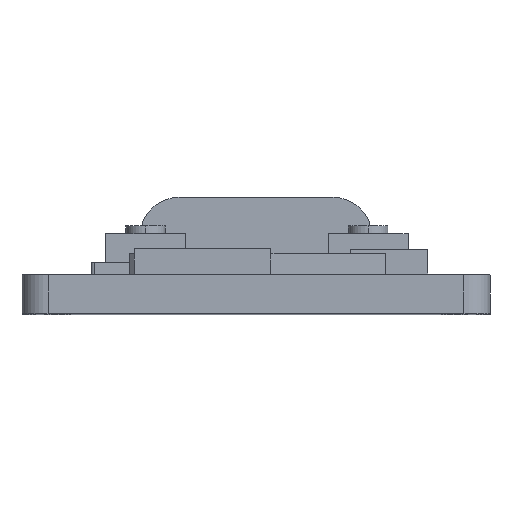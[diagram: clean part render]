
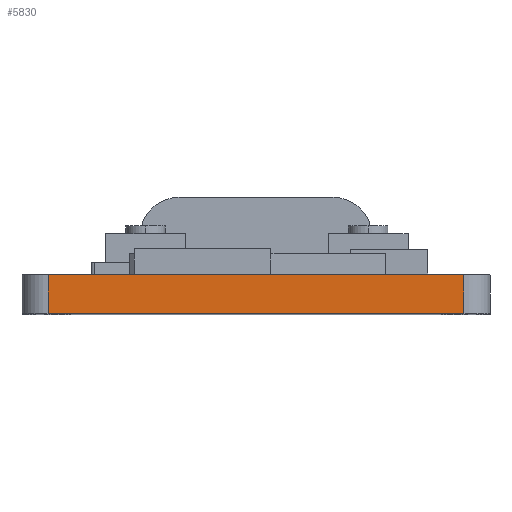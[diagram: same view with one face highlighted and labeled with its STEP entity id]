
A CAD part, top view. The second image highlights one B-rep face of the part: STEP entity #5830.
In plain terms, the highlighted planar face has unit normal (0, 0, 1).
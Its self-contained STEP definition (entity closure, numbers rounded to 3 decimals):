
#44 = CARTESIAN_POINT ( 'NONE',  ( 7.626, -1.5, 13.606 ) ) ;
#269 = LINE ( 'NONE', #44, #1490 ) ;
#739 = LINE ( 'NONE', #4198, #12144 ) ;
#1490 = VECTOR ( 'NONE', #10539, 1000. ) ;
#1549 = DIRECTION ( 'NONE',  ( 1., 0., 0. ) ) ;
#1947 = CARTESIAN_POINT ( 'NONE',  ( 7.626, -1.5, 13.606 ) ) ;
#2358 = CARTESIAN_POINT ( 'NONE',  ( -8.374, 0., 13.606 ) ) ;
#2744 = CARTESIAN_POINT ( 'NONE',  ( -8.374, -1.5, 13.606 ) ) ;
#3079 = ORIENTED_EDGE ( 'NONE', *, *, #12095, .T. ) ;
#3114 = VERTEX_POINT ( 'NONE', #2358 ) ;
#4006 = VERTEX_POINT ( 'NONE', #11797 ) ;
#4198 = CARTESIAN_POINT ( 'NONE',  ( -8.374, -1.5, 13.606 ) ) ;
#4957 = EDGE_CURVE ( 'NONE', #3114, #4006, #10607, .T. ) ;
#5026 = ORIENTED_EDGE ( 'NONE', *, *, #7737, .T. ) ;
#5461 = VECTOR ( 'NONE', #11880, 1000. ) ;
#5484 = EDGE_LOOP ( 'NONE', ( #12977, #9444, #5026, #3079 ) ) ;
#5830 = ADVANCED_FACE ( 'NONE', ( #9083 ), #13558, .T. ) ;
#7737 = EDGE_CURVE ( 'NONE', #8231, #13221, #11898, .T. ) ;
#8231 = VERTEX_POINT ( 'NONE', #13815 ) ;
#9083 = FACE_OUTER_BOUND ( 'NONE', #5484, .T. ) ;
#9444 = ORIENTED_EDGE ( 'NONE', *, *, #14878, .F. ) ;
#9609 = VECTOR ( 'NONE', #1549, 1000. ) ;
#10539 = DIRECTION ( 'NONE',  ( 0., 1., 0. ) ) ;
#10559 = AXIS2_PLACEMENT_3D ( 'NONE', #14864, #11272, #11492 ) ;
#10607 = LINE ( 'NONE', #13950, #5461 ) ;
#11272 = DIRECTION ( 'NONE',  ( 0., 0., 1. ) ) ;
#11492 = DIRECTION ( 'NONE',  ( 1., 0., 0. ) ) ;
#11797 = CARTESIAN_POINT ( 'NONE',  ( 7.626, 0., 13.606 ) ) ;
#11880 = DIRECTION ( 'NONE',  ( 1., 0., 0. ) ) ;
#11898 = LINE ( 'NONE', #2744, #9609 ) ;
#12095 = EDGE_CURVE ( 'NONE', #13221, #4006, #269, .T. ) ;
#12144 = VECTOR ( 'NONE', #14660, 1000. ) ;
#12977 = ORIENTED_EDGE ( 'NONE', *, *, #4957, .F. ) ;
#13221 = VERTEX_POINT ( 'NONE', #1947 ) ;
#13558 = PLANE ( 'NONE',  #10559 ) ;
#13815 = CARTESIAN_POINT ( 'NONE',  ( -8.374, -1.5, 13.606 ) ) ;
#13950 = CARTESIAN_POINT ( 'NONE',  ( -8.374, 0., 13.606 ) ) ;
#14660 = DIRECTION ( 'NONE',  ( 0., 1., 0. ) ) ;
#14864 = CARTESIAN_POINT ( 'NONE',  ( -8.374, -1.5, 13.606 ) ) ;
#14878 = EDGE_CURVE ( 'NONE', #8231, #3114, #739, .T. ) ;
